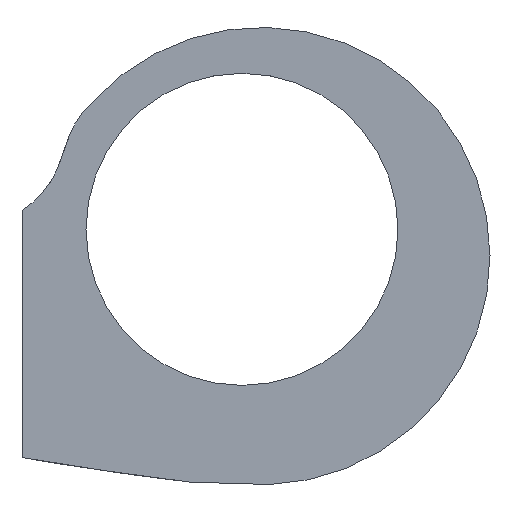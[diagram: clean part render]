
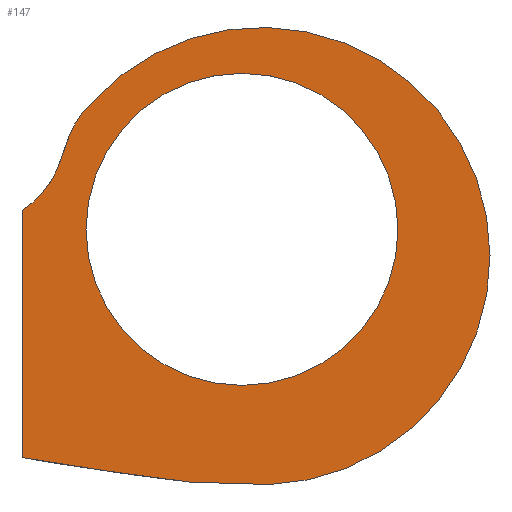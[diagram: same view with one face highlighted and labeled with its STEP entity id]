
A CAD part, top view. The second image highlights one B-rep face of the part: STEP entity #147.
In plain terms, the highlighted planar face has unit normal (0, 0, 1).
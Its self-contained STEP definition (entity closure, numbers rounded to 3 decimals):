
#22 = VERTEX_POINT('',#23);
#23 = CARTESIAN_POINT('',(295.037,-62.028,64.1));
#41 = VERTEX_POINT('',#42);
#42 = CARTESIAN_POINT('',(221.645,97.674,64.1));
#48 = EDGE_CURVE('',#22,#41,#49,.T.);
#49 = CIRCLE('',#50,95.257);
#50 = AXIS2_PLACEMENT_3D('',#51,#52,#53);
#51 = CARTESIAN_POINT('',(291.742,33.172,64.1));
#52 = DIRECTION('',(0.,0.,1.));
#53 = DIRECTION('',(1.,0.,0.));
#63 = EDGE_CURVE('',#22,#64,#66,.T.);
#64 = VERTEX_POINT('',#65);
#65 = CARTESIAN_POINT('',(191.999,-50.806,64.1));
#66 = B_SPLINE_CURVE_WITH_KNOTS('',3,(#67,#68,#69,#70,#71,#72),
  .UNSPECIFIED.,.F.,.F.,(4,1,1,4),(0.,0.333,0.667,1.),
  .QUASI_UNIFORM_KNOTS.);
#67 = CARTESIAN_POINT('',(295.037,-62.028,64.1));
#68 = CARTESIAN_POINT('',(265.681,-62.377,64.1));
#69 = CARTESIAN_POINT('',(238.077,-57.797,64.1));
#70 = CARTESIAN_POINT('',(200.691,-52.678,64.1));
#71 = CARTESIAN_POINT('',(191.248,-50.508,64.1));
#72 = CARTESIAN_POINT('',(186.128,-49.983,64.1));
#107 = EDGE_CURVE('',#41,#108,#110,.T.);
#108 = VERTEX_POINT('',#109);
#109 = CARTESIAN_POINT('',(191.999,52.2,64.1));
#110 = B_SPLINE_CURVE_WITH_KNOTS('',3,(#111,#112,#113,#114,#115,#116),
  .UNSPECIFIED.,.F.,.F.,(4,1,1,4),(0.,0.333,0.667,1.),
  .QUASI_UNIFORM_KNOTS.);
#111 = CARTESIAN_POINT('',(221.645,97.674,64.1));
#112 = CARTESIAN_POINT('',(214.18,90.625,64.1));
#113 = CARTESIAN_POINT('',(209.587,78.105,64.1));
#114 = CARTESIAN_POINT('',(205.413,63.11,64.1));
#115 = CARTESIAN_POINT('',(192.704,51.295,64.1));
#116 = CARTESIAN_POINT('',(186.128,49.653,64.1));
#147 = ADVANCED_FACE('',(#148,#159),#170,.T.);
#148 = FACE_BOUND('',#149,.T.);
#149 = EDGE_LOOP('',(#150,#151,#152,#153));
#150 = ORIENTED_EDGE('',*,*,#63,.F.);
#151 = ORIENTED_EDGE('',*,*,#48,.T.);
#152 = ORIENTED_EDGE('',*,*,#107,.T.);
#153 = ORIENTED_EDGE('',*,*,#154,.F.);
#154 = EDGE_CURVE('',#64,#108,#155,.T.);
#155 = LINE('',#156,#157);
#156 = CARTESIAN_POINT('',(191.999,31.546,64.1));
#157 = VECTOR('',#158,1.);
#158 = DIRECTION('',(0.,1.,0.));
#159 = FACE_BOUND('',#160,.T.);
#160 = EDGE_LOOP('',(#161));
#161 = ORIENTED_EDGE('',*,*,#162,.F.);
#162 = EDGE_CURVE('',#163,#163,#165,.T.);
#163 = VERTEX_POINT('',#164);
#164 = CARTESIAN_POINT('',(348.659,44.282,64.1));
#165 = CIRCLE('',#166,65.);
#166 = AXIS2_PLACEMENT_3D('',#167,#168,#169);
#167 = CARTESIAN_POINT('',(283.659,44.282,64.1));
#168 = DIRECTION('',(0.,0.,1.));
#169 = DIRECTION('',(1.,0.,0.));
#170 = PLANE('',#171);
#171 = AXIS2_PLACEMENT_3D('',#172,#173,#174);
#172 = CARTESIAN_POINT('',(258.646,21.761,64.1));
#173 = DIRECTION('',(0.,0.,1.));
#174 = DIRECTION('',(1.,0.,0.));
